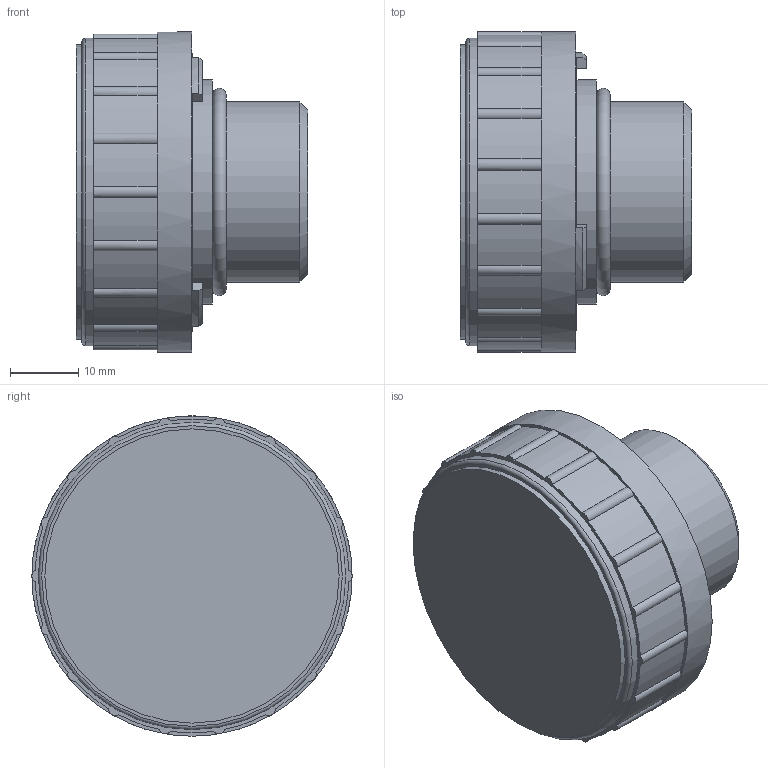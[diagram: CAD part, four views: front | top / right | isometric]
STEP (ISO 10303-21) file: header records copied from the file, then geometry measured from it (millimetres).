
FILE_DESCRIPTION( ( 'STEP AP214' ), '1' );
FILE_NAME( 'K0457.247034.stp', '2020-12-08T09:16:39', ( '' ), ( '' ), ' ', 'PARTsolutions', ' ' );
FILE_SCHEMA( ( 'AUTOMOTIVE_DESIGN { 1 0 10303 214 1 1 1 1 }' ) );
Length unit declared in the file: millimetre
Products named in the file (1): _K0457.247034
Bounding box: 34.01 x 47 x 47 mm (x, y, z)
Volume: 35629.2 mm3; surface area: 9792.3 mm2
Topology: 1 solids, 1 shells, 107 faces, 294 edges, 189 vertices
Faces by surface type: cylinder 53, plane 48, cone 4, torus 2
Full cylindrical faces by diameter (mm): 4.02 x1, 18.489 x1, 26.441 x1, 33 x1, 37.65 x1, 40.94 x1, 43.18 x1, 45.12 x1, 47 x1
Entity records: 4260 total; most frequent: DIRECTION 658, CARTESIAN_POINT 572, ORIENTED_EDGE 556, EDGE_CURVE 278, AXIS2_PLACEMENT_3D 272, VERTEX_POINT 186, CIRCLE 164, EDGE_LOOP 127
